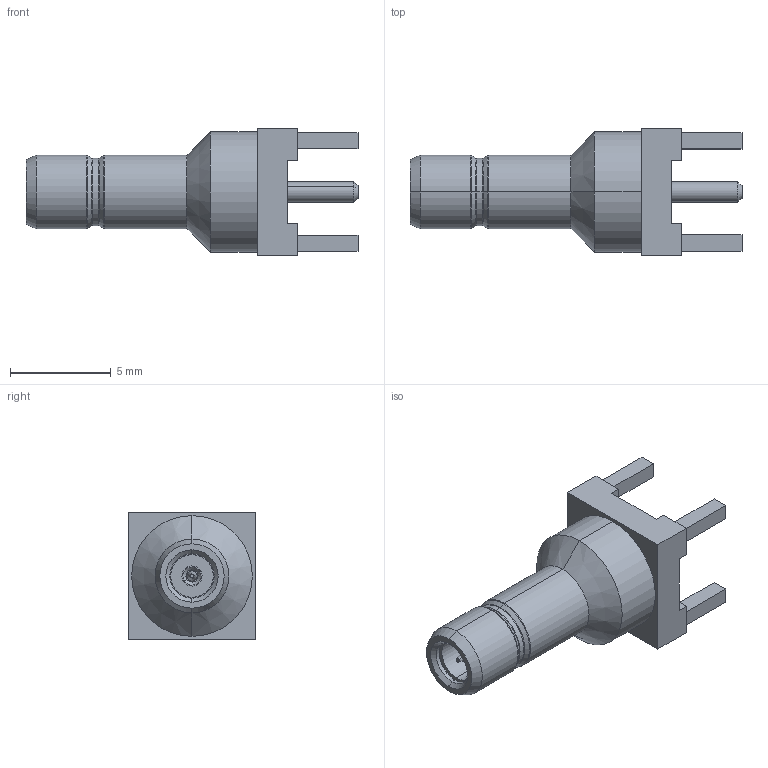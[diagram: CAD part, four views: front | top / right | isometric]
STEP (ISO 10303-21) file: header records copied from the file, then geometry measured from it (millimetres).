
FILE_DESCRIPTION (( 'STEP AP214' ), '1' );
FILE_NAME ('32-450-B3.STEP', '2024-09-06T08:27:12', ( '' ), ( '' ), 'SwSTEP 2.0', 'SolidWorks 2024', '' );
FILE_SCHEMA (( 'AUTOMOTIVE_DESIGN' ));
Length unit declared in the file: millimetre
Products named in the file (1): 32-450-B3
Bounding box: 16.5 x 6.35 x 6.35 mm (x, y, z)
Surface area: 425.7 mm2 (no closed solid volume)
Topology: 0 solids, 6 shells, 85 faces, 200 edges, 126 vertices
Faces by surface type: plane 43, cylinder 18, cone 16, torus 8
Entity records: 2425 total; most frequent: DIRECTION 442, CARTESIAN_POINT 412, ORIENTED_EDGE 380, EDGE_CURVE 200, AXIS2_PLACEMENT_3D 156, VECTOR 130, LINE 130, VERTEX_POINT 126
